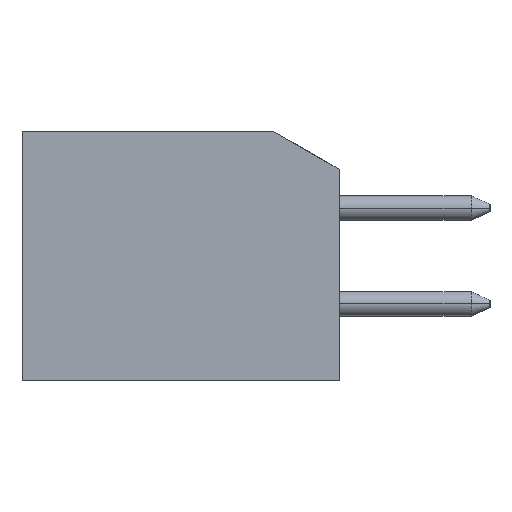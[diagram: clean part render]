
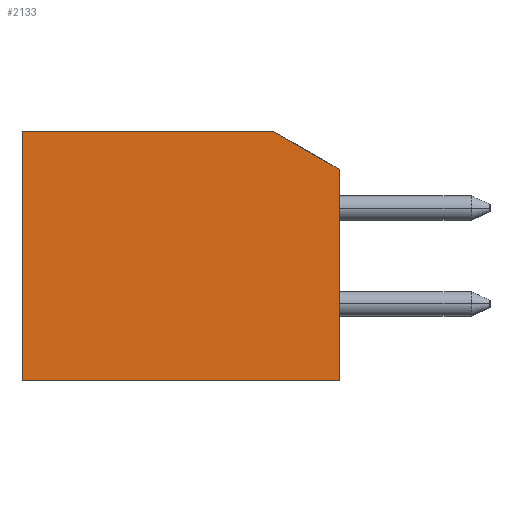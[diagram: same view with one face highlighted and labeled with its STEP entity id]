
A CAD part, left-side view. The second image highlights one B-rep face of the part: STEP entity #2133.
In plain terms, the highlighted planar face has unit normal (-1, 0, 0).
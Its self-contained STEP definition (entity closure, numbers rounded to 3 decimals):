
#372 = CARTESIAN_POINT ( 'NONE',  ( -16.6, 1.732, 3.3 ) ) ;
#1492 = FACE_OUTER_BOUND ( 'NONE', #2185, .T. ) ;
#2133 = ADVANCED_FACE ( 'NONE', ( #1492 ), #10024, .T. ) ;
#2185 = EDGE_LOOP ( 'NONE', ( #3446, #6498, #7149, #5705, #2690 ) ) ;
#2299 = CARTESIAN_POINT ( 'NONE',  ( -16.6, 0., -3.3 ) ) ;
#2586 = DIRECTION ( 'NONE',  ( 0., 0., 1. ) ) ;
#2690 = ORIENTED_EDGE ( 'NONE', *, *, #3673, .T. ) ;
#2912 = LINE ( 'NONE', #3255, #5557 ) ;
#3232 = DIRECTION ( 'NONE',  ( 0., 0.866, 0.5 ) ) ;
#3255 = CARTESIAN_POINT ( 'NONE',  ( -16.6, 0., -3.3 ) ) ;
#3446 = ORIENTED_EDGE ( 'NONE', *, *, #3988, .T. ) ;
#3561 = CARTESIAN_POINT ( 'NONE',  ( -16.6, 8.4, -3.3 ) ) ;
#3673 = EDGE_CURVE ( 'NONE', #10208, #8438, #7750, .T. ) ;
#3906 = VECTOR ( 'NONE', #7613, 1000. ) ;
#3988 = EDGE_CURVE ( 'NONE', #8438, #7641, #9136, .T. ) ;
#4139 = DIRECTION ( 'NONE',  ( 0., 0., 1. ) ) ;
#4996 = CARTESIAN_POINT ( 'NONE',  ( -16.6, 0., 2.3 ) ) ;
#5281 = CARTESIAN_POINT ( 'NONE',  ( -16.6, 0., -3.3 ) ) ;
#5515 = LINE ( 'NONE', #8212, #9410 ) ;
#5557 = VECTOR ( 'NONE', #8971, 1000. ) ;
#5705 = ORIENTED_EDGE ( 'NONE', *, *, #9134, .T. ) ;
#5885 = EDGE_CURVE ( 'NONE', #11181, #7641, #7861, .T. ) ;
#6498 = ORIENTED_EDGE ( 'NONE', *, *, #5885, .F. ) ;
#6706 = VECTOR ( 'NONE', #2586, 1000. ) ;
#6890 = CARTESIAN_POINT ( 'NONE',  ( -16.6, 0., 2.3 ) ) ;
#7107 = VERTEX_POINT ( 'NONE', #5281 ) ;
#7149 = ORIENTED_EDGE ( 'NONE', *, *, #9296, .F. ) ;
#7612 = VECTOR ( 'NONE', #3232, 1000. ) ;
#7613 = DIRECTION ( 'NONE',  ( 0., 1., 0. ) ) ;
#7641 = VERTEX_POINT ( 'NONE', #10602 ) ;
#7750 = LINE ( 'NONE', #4996, #7612 ) ;
#7861 = LINE ( 'NONE', #3561, #6706 ) ;
#8079 = CARTESIAN_POINT ( 'NONE',  ( -16.6, 8.4, -3.3 ) ) ;
#8212 = CARTESIAN_POINT ( 'NONE',  ( -16.6, 0., -3.3 ) ) ;
#8438 = VERTEX_POINT ( 'NONE', #372 ) ;
#8971 = DIRECTION ( 'NONE',  ( 0., 1., 0. ) ) ;
#9090 = CARTESIAN_POINT ( 'NONE',  ( -16.6, 1.732, 3.3 ) ) ;
#9134 = EDGE_CURVE ( 'NONE', #7107, #10208, #5515, .T. ) ;
#9136 = LINE ( 'NONE', #9090, #3906 ) ;
#9296 = EDGE_CURVE ( 'NONE', #7107, #11181, #2912, .T. ) ;
#9410 = VECTOR ( 'NONE', #10780, 1000. ) ;
#10024 = PLANE ( 'NONE',  #10897 ) ;
#10199 = DIRECTION ( 'NONE',  ( -1., 0., 0. ) ) ;
#10208 = VERTEX_POINT ( 'NONE', #6890 ) ;
#10602 = CARTESIAN_POINT ( 'NONE',  ( -16.6, 8.4, 3.3 ) ) ;
#10780 = DIRECTION ( 'NONE',  ( 0., 0., 1. ) ) ;
#10897 = AXIS2_PLACEMENT_3D ( 'NONE', #2299, #10199, #4139 ) ;
#11181 = VERTEX_POINT ( 'NONE', #8079 ) ;
